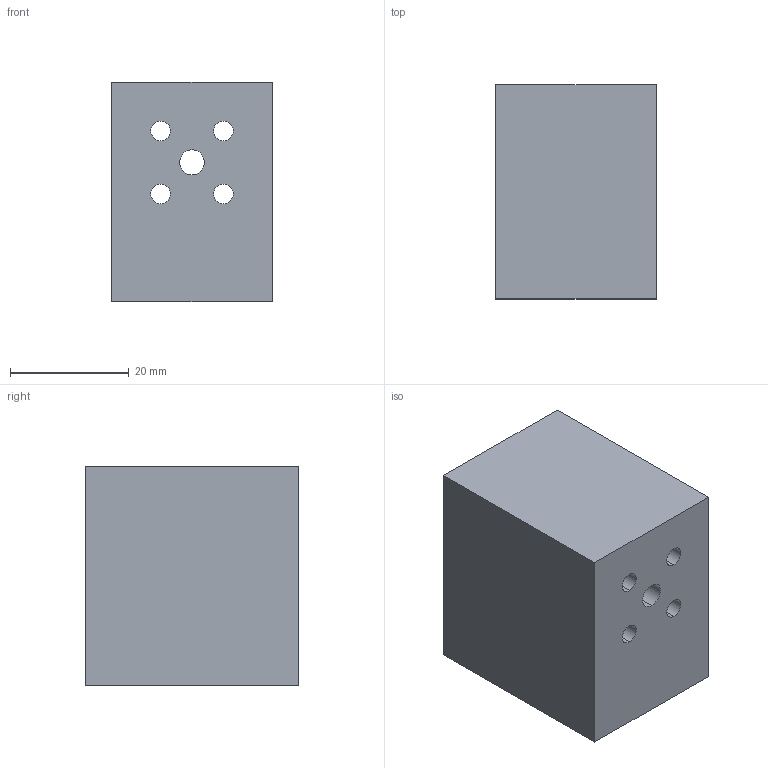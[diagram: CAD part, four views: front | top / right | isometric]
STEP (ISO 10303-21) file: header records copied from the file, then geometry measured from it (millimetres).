
FILE_DESCRIPTION (( 'STEP AP203' ), '1' );
FILE_NAME ('øàáëîí äëÿ ñâåðëåíèÿ Ì3 ãëàäêîå ãîðëî .STEP', '2023-12-26T19:33:53', ( '' ), ( '' ), 'SwSTEP 2.0', 'SolidWorks 2018', '' );
FILE_SCHEMA (( 'CONFIG_CONTROL_DESIGN' ));
Length unit declared in the file: millimetre
Products named in the file (1): øàáëîí äëÿ ñâåðëåíèÿ Ì3 ãëàäêîå ãîðëî 
Bounding box: 27 x 36 x 37 mm (x, y, z)
Volume: 24643.2 mm3; surface area: 9004.4 mm2
Topology: 1 solids, 1 shells, 21 faces, 57 edges, 38 vertices
Faces by surface type: cylinder 14, plane 7
Entity records: 804 total; most frequent: CARTESIAN_POINT 151, DIRECTION 123, ORIENTED_EDGE 114, EDGE_CURVE 57, AXIS2_PLACEMENT_3D 48, VERTEX_POINT 38, EDGE_LOOP 33, LINE 27
